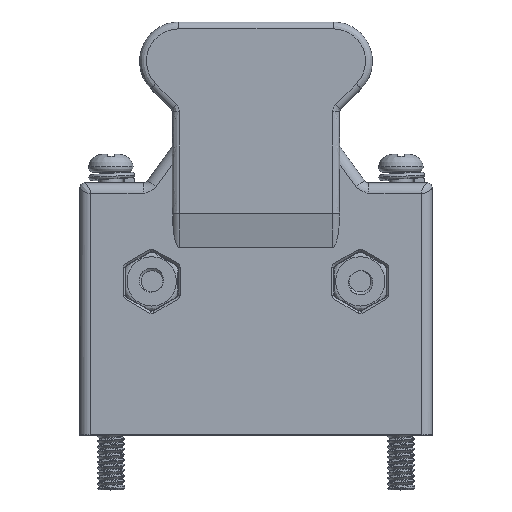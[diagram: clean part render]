
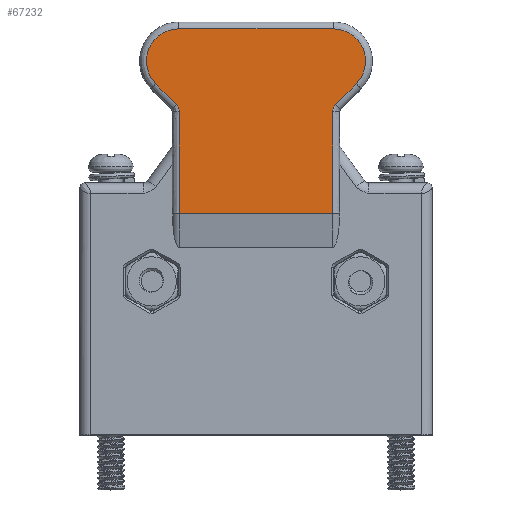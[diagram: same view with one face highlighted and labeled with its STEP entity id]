
A CAD part, top view. The second image highlights one B-rep face of the part: STEP entity #67232.
In plain terms, the highlighted planar face has unit normal (0, 0, 1).
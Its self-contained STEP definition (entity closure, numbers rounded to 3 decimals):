
#67141=CARTESIAN_POINT('',(0.,-9.636,7.));
#67142=DIRECTION('',(1.,0.,0.));
#67143=DIRECTION('',(0.,0.,1.));
#67144=AXIS2_PLACEMENT_3D('',#67141,#67143,#67142);
#67145=PLANE('',#67144);
#67146=CARTESIAN_POINT('',(-7.25,-18.1,7.));
#67147=VERTEX_POINT('',#67146);
#67148=CARTESIAN_POINT('',(7.25,-18.1,7.));
#67149=VERTEX_POINT('',#67148);
#67150=CARTESIAN_POINT('',(-7.25,-18.1,7.));
#67151=DIRECTION('',(1.,0.,0.));
#67152=VECTOR('',#67151,14.5);
#67153=LINE('',#67150,#67152);
#67154=EDGE_CURVE('',#67147,#67149,#67153,.T.);
#67155=ORIENTED_EDGE('',*,*,#67154,.T.);
#67156=CARTESIAN_POINT('',(7.25,-8.477,7.));
#67157=VERTEX_POINT('',#67156);
#67158=CARTESIAN_POINT('',(7.25,-18.1,7.));
#67159=DIRECTION('',(0.,1.,0.));
#67160=VECTOR('',#67159,9.623);
#67161=LINE('',#67158,#67160);
#67162=EDGE_CURVE('',#67149,#67157,#67161,.T.);
#67163=ORIENTED_EDGE('',*,*,#67162,.T.);
#67164=CARTESIAN_POINT('',(7.525,-7.808,7.));
#67165=VERTEX_POINT('',#67164);
#67166=CARTESIAN_POINT('',(8.2,-8.477,7.));
#67167=DIRECTION('',(-1.,0.,0.));
#67168=DIRECTION('',(0.,0.,-1.));
#67169=AXIS2_PLACEMENT_3D('',#67166,#67168,#67167);
#67170=CIRCLE('',#67169,0.95);
#67171=EDGE_CURVE('',#67157,#67165,#67170,.T.);
#67172=ORIENTED_EDGE('',*,*,#67171,.T.);
#67173=CARTESIAN_POINT('',(9.468,-5.846,7.));
#67174=VERTEX_POINT('',#67173);
#67175=CARTESIAN_POINT('',(7.525,-7.808,7.));
#67176=DIRECTION('',(0.703,0.711,0.));
#67177=VECTOR('',#67176,2.762);
#67178=LINE('',#67175,#67177);
#67179=EDGE_CURVE('',#67165,#67174,#67178,.T.);
#67180=ORIENTED_EDGE('',*,*,#67179,.T.);
#67181=CARTESIAN_POINT('',(7.3,-0.65,7.));
#67182=VERTEX_POINT('',#67181);
#67183=CARTESIAN_POINT('',(7.3,-3.7,7.));
#67184=DIRECTION('',(0.711,-0.703,0.));
#67185=DIRECTION('',(0.,0.,1.));
#67186=AXIS2_PLACEMENT_3D('',#67183,#67185,#67184);
#67187=CIRCLE('',#67186,3.05);
#67188=EDGE_CURVE('',#67174,#67182,#67187,.T.);
#67189=ORIENTED_EDGE('',*,*,#67188,.T.);
#67190=CARTESIAN_POINT('',(-7.3,-0.65,7.));
#67191=VERTEX_POINT('',#67190);
#67192=CARTESIAN_POINT('',(7.3,-0.65,7.));
#67193=DIRECTION('',(-1.,0.,0.));
#67194=VECTOR('',#67193,14.6);
#67195=LINE('',#67192,#67194);
#67196=EDGE_CURVE('',#67182,#67191,#67195,.T.);
#67197=ORIENTED_EDGE('',*,*,#67196,.T.);
#67198=CARTESIAN_POINT('',(-9.468,-5.846,7.));
#67199=VERTEX_POINT('',#67198);
#67200=CARTESIAN_POINT('',(-7.3,-3.7,7.));
#67201=DIRECTION('',(0.,1.,0.));
#67202=DIRECTION('',(0.,0.,1.));
#67203=AXIS2_PLACEMENT_3D('',#67200,#67202,#67201);
#67204=CIRCLE('',#67203,3.05);
#67205=EDGE_CURVE('',#67191,#67199,#67204,.T.);
#67206=ORIENTED_EDGE('',*,*,#67205,.T.);
#67207=CARTESIAN_POINT('',(-7.525,-7.808,7.));
#67208=VERTEX_POINT('',#67207);
#67209=CARTESIAN_POINT('',(-9.468,-5.846,7.));
#67210=DIRECTION('',(0.703,-0.711,0.));
#67211=VECTOR('',#67210,2.762);
#67212=LINE('',#67209,#67211);
#67213=EDGE_CURVE('',#67199,#67208,#67212,.T.);
#67214=ORIENTED_EDGE('',*,*,#67213,.T.);
#67215=CARTESIAN_POINT('',(-7.25,-8.477,7.));
#67216=VERTEX_POINT('',#67215);
#67217=CARTESIAN_POINT('',(-8.2,-8.477,7.));
#67218=DIRECTION('',(0.711,0.703,0.));
#67219=DIRECTION('',(0.,0.,-1.));
#67220=AXIS2_PLACEMENT_3D('',#67217,#67219,#67218);
#67221=CIRCLE('',#67220,0.95);
#67222=EDGE_CURVE('',#67208,#67216,#67221,.T.);
#67223=ORIENTED_EDGE('',*,*,#67222,.T.);
#67224=CARTESIAN_POINT('',(-7.25,-8.477,7.));
#67225=DIRECTION('',(0.,-1.,0.));
#67226=VECTOR('',#67225,9.623);
#67227=LINE('',#67224,#67226);
#67228=EDGE_CURVE('',#67216,#67147,#67227,.T.);
#67229=ORIENTED_EDGE('',*,*,#67228,.T.);
#67230=EDGE_LOOP('',(#67155,#67163,#67172,#67180,#67189,#67197,#67206,#67214,#67223,#67229));
#67231=FACE_OUTER_BOUND('',#67230,.T.);
#67232=ADVANCED_FACE('',(#67231),#67145,.T.);
